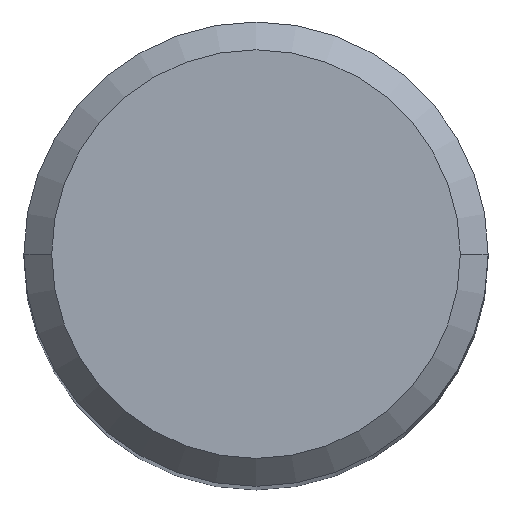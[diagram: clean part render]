
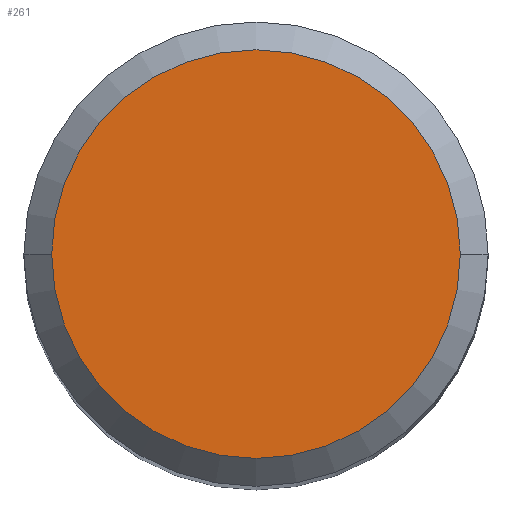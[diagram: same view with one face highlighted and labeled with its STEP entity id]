
A CAD part, top view. The second image highlights one B-rep face of the part: STEP entity #261.
In plain terms, the highlighted planar face has unit normal (0, 0, 1).
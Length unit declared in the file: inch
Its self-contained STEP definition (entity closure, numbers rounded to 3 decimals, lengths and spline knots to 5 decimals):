
#31 = AXIS2_PLACEMENT_3D ( 'NONE', #44, #263, #262 ) ;
#33 = VERTEX_POINT ( 'NONE', #160 ) ;
#44 = CARTESIAN_POINT ( 'NONE',  ( 0., 0., 2. ) ) ;
#52 = ORIENTED_EDGE ( 'NONE', *, *, #170, .T. ) ;
#59 = PLANE ( 'NONE',  #121 ) ;
#62 = ORIENTED_EDGE ( 'NONE', *, *, #272, .T. ) ;
#65 = CARTESIAN_POINT ( 'NONE',  ( -0.11, 0., 2. ) ) ;
#81 = FACE_OUTER_BOUND ( 'NONE', #258, .T. ) ;
#121 = AXIS2_PLACEMENT_3D ( 'NONE', #155, #143, #189 ) ;
#143 = DIRECTION ( 'NONE',  ( 0., 0., 1. ) ) ;
#146 = CARTESIAN_POINT ( 'NONE',  ( 0., 0., 2. ) ) ;
#155 = CARTESIAN_POINT ( 'NONE',  ( 0., 0., 2. ) ) ;
#160 = CARTESIAN_POINT ( 'NONE',  ( 0.11, 0., 2. ) ) ;
#170 = EDGE_CURVE ( 'NONE', #33, #197, #289, .T. ) ;
#189 = DIRECTION ( 'NONE',  ( 1., 0., 0. ) ) ;
#190 = CIRCLE ( 'NONE', #195, 0.11 ) ;
#195 = AXIS2_PLACEMENT_3D ( 'NONE', #146, #233, #212 ) ;
#197 = VERTEX_POINT ( 'NONE', #65 ) ;
#212 = DIRECTION ( 'NONE',  ( 1., 0., 0. ) ) ;
#233 = DIRECTION ( 'NONE',  ( 0., 0., 1. ) ) ;
#258 = EDGE_LOOP ( 'NONE', ( #62, #52 ) ) ;
#261 = ADVANCED_FACE ( 'NONE', ( #81 ), #59, .T. ) ;
#262 = DIRECTION ( 'NONE',  ( 1., 0., 0. ) ) ;
#263 = DIRECTION ( 'NONE',  ( 0., 0., 1. ) ) ;
#272 = EDGE_CURVE ( 'NONE', #197, #33, #190, .T. ) ;
#289 = CIRCLE ( 'NONE', #31, 0.11 ) ;
